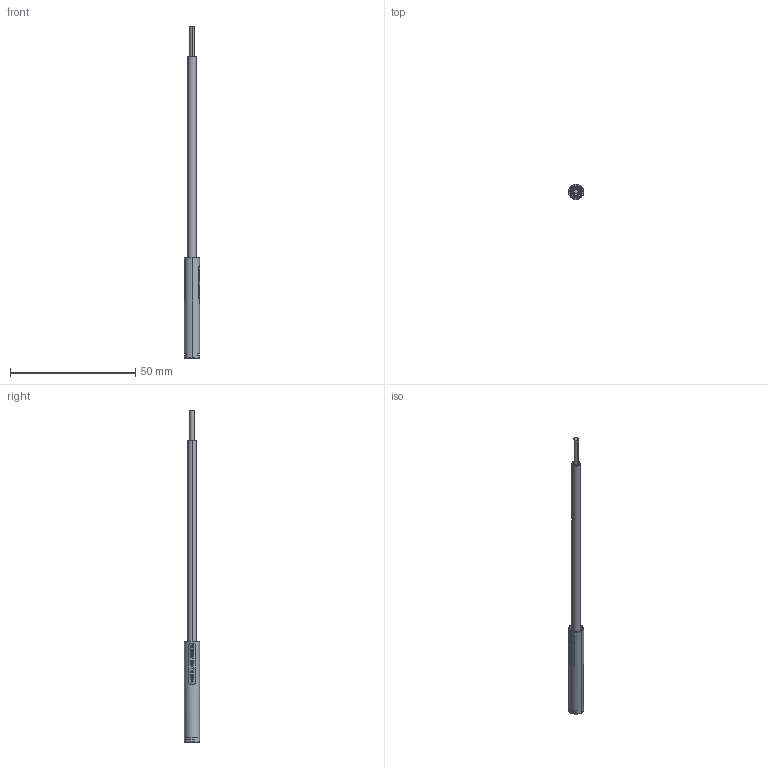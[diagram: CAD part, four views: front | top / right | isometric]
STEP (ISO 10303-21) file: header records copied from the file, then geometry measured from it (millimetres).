
FILE_DESCRIPTION((''),'2;1');
FILE_NAME('6600_LB_ASM','2018-01-25T',('stbe'),(''),'PRO/ENGINEER BY PARAMETRIC TECHNOLOGY CORPORATION, 2015110','PRO/ENGINEER BY PARAMETRIC TECHNOLOGY CORPORATION, 2015110','');
FILE_SCHEMA(('CONFIG_CONTROL_DESIGN'));
Products named in the file (1): 6600_LB_ASM
Bounding box: 6.2 x 6 x 132.3 mm (x, y, z)
Surface area: 3234.8 mm2 (no closed solid volume)
Topology: 0 solids, 3 shells, 2063 faces, 4064 edges, 2050 vertices
Faces by surface type: plane 970, cone 810, extrusion 198, cylinder 76, torus 8, sphere 1
Entity records: 60640 total; most frequent: CARTESIAN_POINT 19345, ORIENTED_EDGE 8128, DIRECTION 6572, EDGE_CURVE 4064, AXIS2_PLACEMENT_3D 2510, B_SPLINE_CURVE_WITH_KNOTS 2264, EDGE_LOOP 2110, FACE_OUTER_BOUND 2063
